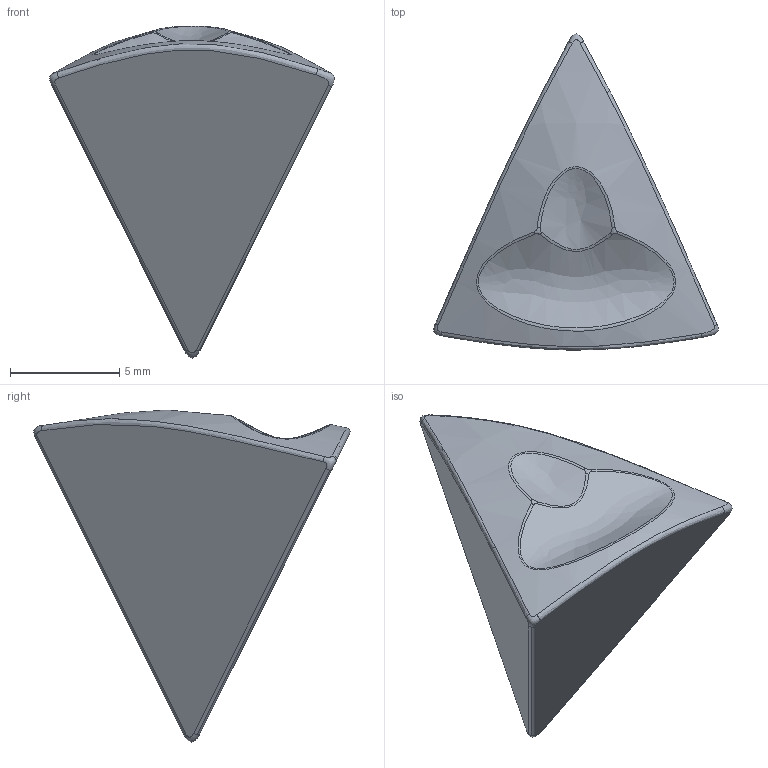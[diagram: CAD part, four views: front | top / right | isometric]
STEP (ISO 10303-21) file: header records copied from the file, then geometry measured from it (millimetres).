
FILE_DESCRIPTION(('produced by SPATIAL CORP'),'2;1');
FILE_NAME('ph4m3-st.hh.sat.stp', '2002-04-22T18:05:11+00:00',('SPATIAL CORP'),('SPATIAL CORP'), 'ACIS STEP Husk','http://www.spatial.com','SPATIAL CORP');
FILE_SCHEMA(('CONFIG_CONTROL_DESIGN'));
Length unit declared in the file: millimetre
Products named in the file (1): PRODUCT_ID_1
Bounding box: 13.05 x 14.49 x 15.22 mm (x, y, z)
Volume: 556.3 mm3; surface area: 461.4 mm2
Topology: 1 solids, 1 shells, 24 faces, 63 edges, 42 vertices
Faces by surface type: bspline 15, cylinder 6, plane 3
Entity records: 7916 total; most frequent: CARTESIAN_POINT 7413, ORIENTED_EDGE 126, EDGE_CURVE 63, VERTEX_POINT 42, DIRECTION 33, EDGE_LOOP 25, FACE_BOUND 25, B_SPLINE_CURVE_WITH_KNOTS 24
